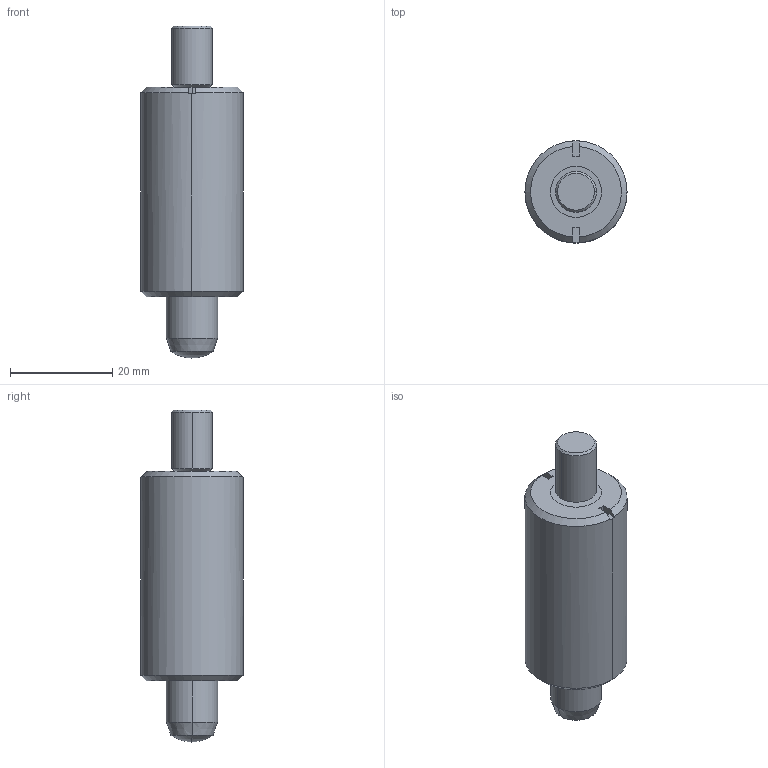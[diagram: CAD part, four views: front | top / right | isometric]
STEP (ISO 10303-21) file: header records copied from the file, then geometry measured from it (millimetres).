
FILE_DESCRIPTION(('STEP AP214'),'1');
FILE_NAME(' ',' ',('TraceParts'),('TraceParts S.A.'),'XStep 1.0',' ',' ');
FILE_SCHEMA(('automotive_design'));
Length unit declared in the file: millimetre
Products named in the file (2): 1; 2
Bounding box: 20 x 20 x 65 mm (x, y, z)
Volume: 16492.9 mm3; surface area: 5603.5 mm2
Topology: 2 solids, 2 shells, 35 faces, 80 edges, 49 vertices
Faces by surface type: cylinder 12, plane 11, cone 10, sphere 2
Entity records: 1938 total; most frequent: DIRECTION 188, CARTESIAN_POINT 172, STYLED_ITEM 164, PRESENTATION_STYLE_ASSIGNMENT 164, COLOUR_RGB 164, ORIENTED_EDGE 156, EDGE_CURVE 78, CURVE_STYLE 78
